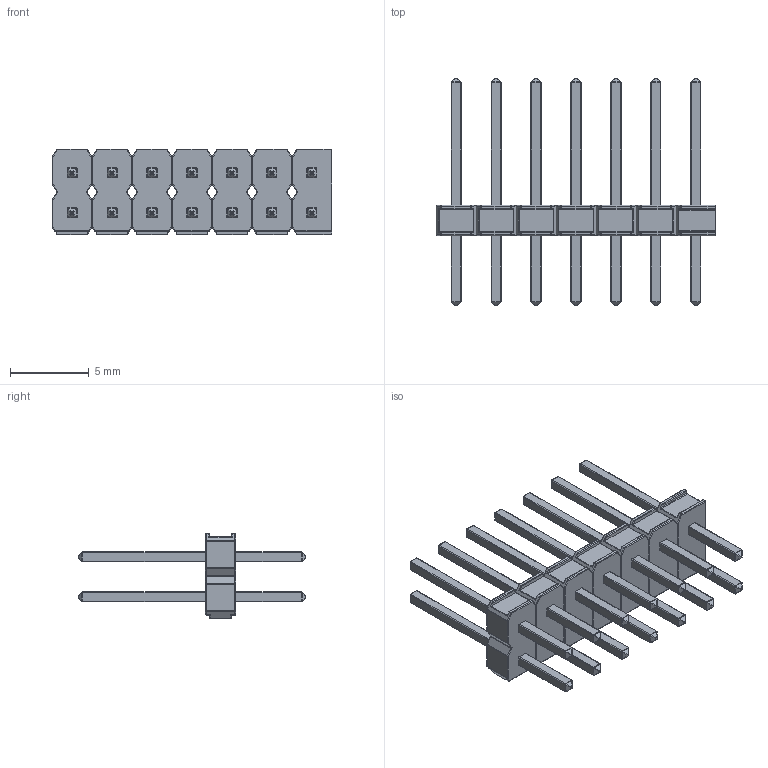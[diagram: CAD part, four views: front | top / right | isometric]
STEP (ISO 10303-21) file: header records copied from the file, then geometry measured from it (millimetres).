
FILE_DESCRIPTION (( 'STEP AP214' ), '1' );
FILE_NAME ('929715-10-07.STEP', '2017-12-11T21:38:22', ( '' ), ( '' ), 'SwSTEP 2.0', 'SolidWorks 2014', '' );
FILE_SCHEMA (( 'AUTOMOTIVE_DESIGN' ));
Length unit declared in the file: millimetre
Products named in the file (3): 929715-10-07; 10-Pin-Middle; 10-Pin-End
Assembly tree (7 placements, depth 2):
  929715-10-07
    10-Pin-End
    10-Pin-Middle  x6
Bounding box: 17.78 x 14.45 x 5.46 mm (x, y, z)
Volume: 241 mm3; surface area: 831 mm2
Topology: 31 solids, 31 shells, 1784 faces, 3982 edges, 1936 vertices
Faces by surface type: cylinder 871, sphere 440, plane 439, torus 30, bspline 4
Entity records: 14362 total; most frequent: DIRECTION 2462, CARTESIAN_POINT 2170, ORIENTED_EDGE 2028, EDGE_CURVE 1014, AXIS2_PLACEMENT_3D 972, VERTEX_POINT 536, LINE 518, VECTOR 518
